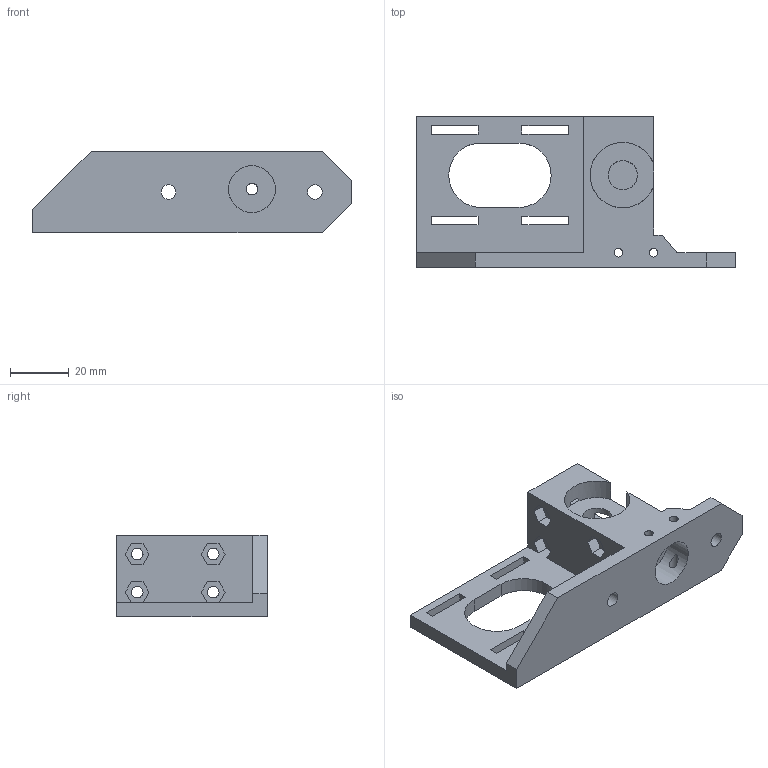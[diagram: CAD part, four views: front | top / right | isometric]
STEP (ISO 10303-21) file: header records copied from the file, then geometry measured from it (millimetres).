
FILE_DESCRIPTION(/* description */ ('Alibre Inc.'),/* implementation_level */ '2;1');
FILE_NAME(/* name */ 'export0',/* time_stamp */ '2010-02-05T10:49:05-08:00',/* author */ (''),/* organization */ (''),/* preprocessor_version */ 'ST-DEVELOPER v10',/* originating_system */ 'Alibre',/* authorisation */ '');
FILE_SCHEMA (('AUTOMOTIVE_DESIGN'));
Length unit declared in the file: centimetre
Bounding box: 109 x 51.5 x 28 mm (x, y, z)
Volume: 42917 mm3; surface area: 20124.9 mm2
Topology: 1 solids, 1 shells, 86 faces, 259 edges, 175 vertices
Faces by surface type: plane 66, cylinder 20
Full cylindrical faces by diameter (mm): 3 x4, 4 x6, 5 x2, 10 x1, 16 x1
Entity records: 3043 total; most frequent: CARTESIAN_POINT 815, ORIENTED_EDGE 472, DIRECTION 352, EDGE_CURVE 236, VECTOR 186, LINE 186, VERTEX_POINT 166, EDGE_LOOP 140
